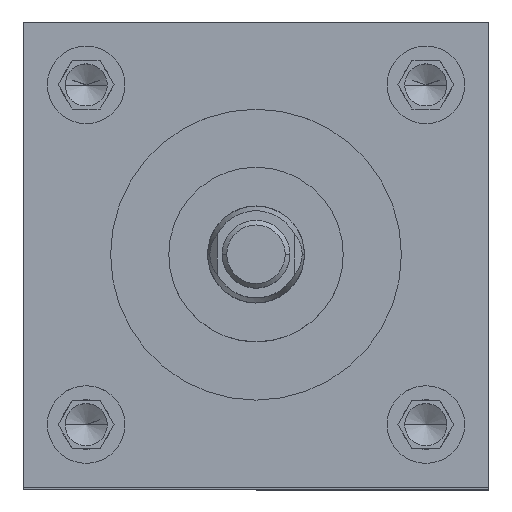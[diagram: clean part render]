
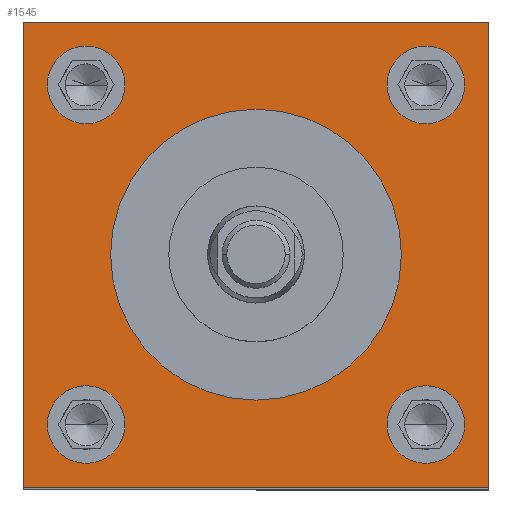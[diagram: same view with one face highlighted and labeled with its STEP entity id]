
A CAD part, top view. The second image highlights one B-rep face of the part: STEP entity #1545.
In plain terms, the highlighted planar face has unit normal (0, 0, 1).
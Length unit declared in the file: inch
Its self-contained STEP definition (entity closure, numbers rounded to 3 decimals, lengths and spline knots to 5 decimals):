
#1 = DIRECTION ( 'NONE',  ( 1., 0., 0. ) ) ;
#51 = CARTESIAN_POINT ( 'NONE',  ( 0., 0., 9.75 ) ) ;
#147 = VERTEX_POINT ( 'NONE', #5619 ) ;
#150 = ORIENTED_EDGE ( 'NONE', *, *, #769, .F. ) ;
#207 = VERTEX_POINT ( 'NONE', #4540 ) ;
#209 = EDGE_CURVE ( 'NONE', #404, #3099, #3816, .T. ) ;
#269 = ORIENTED_EDGE ( 'NONE', *, *, #4751, .F. ) ;
#323 = DIRECTION ( 'NONE',  ( 1., 0., 0. ) ) ;
#360 = CARTESIAN_POINT ( 'NONE',  ( -0.845, 1.095, 9.75 ) ) ;
#374 = LINE ( 'NONE', #6427, #1606 ) ;
#386 = ORIENTED_EDGE ( 'NONE', *, *, #6398, .F. ) ;
#404 = VERTEX_POINT ( 'NONE', #3553 ) ;
#446 = CARTESIAN_POINT ( 'NONE',  ( 0.845, 1.095, 9.75 ) ) ;
#468 = CIRCLE ( 'NONE', #3703, 0.25 ) ;
#491 = FACE_BOUND ( 'NONE', #5989, .T. ) ;
#591 = DIRECTION ( 'NONE',  ( 0., 0., 1. ) ) ;
#609 = AXIS2_PLACEMENT_3D ( 'NONE', #1320, #5757, #6781 ) ;
#623 = CARTESIAN_POINT ( 'NONE',  ( 1.5, 1.5, 9.75 ) ) ;
#675 = AXIS2_PLACEMENT_3D ( 'NONE', #4491, #4457, #1 ) ;
#769 = EDGE_CURVE ( 'NONE', #6471, #2339, #5973, .T. ) ;
#866 = EDGE_CURVE ( 'NONE', #1038, #5472, #1818, .T. ) ;
#915 = CARTESIAN_POINT ( 'NONE',  ( 1.095, 1.095, 9.75 ) ) ;
#975 = FACE_BOUND ( 'NONE', #4617, .T. ) ;
#996 = EDGE_CURVE ( 'NONE', #4027, #6575, #3721, .T. ) ;
#1025 = CARTESIAN_POINT ( 'NONE',  ( -1.5, 1.5, 9.75 ) ) ;
#1038 = VERTEX_POINT ( 'NONE', #4925 ) ;
#1103 = EDGE_CURVE ( 'NONE', #4026, #4019, #4849, .T. ) ;
#1263 = AXIS2_PLACEMENT_3D ( 'NONE', #4316, #3807, #5965 ) ;
#1291 = ORIENTED_EDGE ( 'NONE', *, *, #1974, .F. ) ;
#1320 = CARTESIAN_POINT ( 'NONE',  ( -1.095, -1.095, 9.75 ) ) ;
#1345 = ORIENTED_EDGE ( 'NONE', *, *, #4548, .T. ) ;
#1457 = CARTESIAN_POINT ( 'NONE',  ( 1.5, -1.5, 9.75 ) ) ;
#1545 = ADVANCED_FACE ( 'NONE', ( #2619, #975, #7007, #7042, #491, #3743 ), #5840, .F. ) ;
#1572 = DIRECTION ( 'NONE',  ( 0., 0., 1. ) ) ;
#1606 = VECTOR ( 'NONE', #4244, 39.37008 ) ;
#1688 = CARTESIAN_POINT ( 'NONE',  ( -1.345, -1.095, 9.75 ) ) ;
#1695 = DIRECTION ( 'NONE',  ( 1., 0., 0. ) ) ;
#1818 = CIRCLE ( 'NONE', #3680, 0.25 ) ;
#1819 = ORIENTED_EDGE ( 'NONE', *, *, #1103, .T. ) ;
#1820 = CIRCLE ( 'NONE', #5767, 0.25 ) ;
#1923 = VERTEX_POINT ( 'NONE', #446 ) ;
#1925 = CARTESIAN_POINT ( 'NONE',  ( 1.095, -1.095, 9.75 ) ) ;
#1958 = EDGE_LOOP ( 'NONE', ( #386, #2933 ) ) ;
#1974 = EDGE_CURVE ( 'NONE', #147, #1923, #4571, .T. ) ;
#2126 = DIRECTION ( 'NONE',  ( 1., 0., 0. ) ) ;
#2249 = AXIS2_PLACEMENT_3D ( 'NONE', #915, #3070, #4681 ) ;
#2277 = CARTESIAN_POINT ( 'NONE',  ( -0.845, -1.095, 9.75 ) ) ;
#2287 = VECTOR ( 'NONE', #6525, 39.37008 ) ;
#2339 = VERTEX_POINT ( 'NONE', #3492 ) ;
#2391 = CARTESIAN_POINT ( 'NONE',  ( -1.5, 1.5, 9.75 ) ) ;
#2450 = DIRECTION ( 'NONE',  ( 0., 0., 1. ) ) ;
#2546 = DIRECTION ( 'NONE',  ( 0., 0., -1. ) ) ;
#2562 = ORIENTED_EDGE ( 'NONE', *, *, #5819, .F. ) ;
#2619 = FACE_BOUND ( 'NONE', #4609, .T. ) ;
#2723 = VERTEX_POINT ( 'NONE', #6962 ) ;
#2779 = CARTESIAN_POINT ( 'NONE',  ( 1.5, -1.5, 9.75 ) ) ;
#2840 = ORIENTED_EDGE ( 'NONE', *, *, #4015, .F. ) ;
#2933 = ORIENTED_EDGE ( 'NONE', *, *, #996, .F. ) ;
#2939 = AXIS2_PLACEMENT_3D ( 'NONE', #6367, #6965, #3736 ) ;
#2960 = EDGE_LOOP ( 'NONE', ( #1345, #4088, #6435, #1819 ) ) ;
#3070 = DIRECTION ( 'NONE',  ( 0., 0., 1. ) ) ;
#3099 = VERTEX_POINT ( 'NONE', #1457 ) ;
#3125 = CARTESIAN_POINT ( 'NONE',  ( -1.5, 1.5, 9.75 ) ) ;
#3217 = LINE ( 'NONE', #2779, #2287 ) ;
#3274 = DIRECTION ( 'NONE',  ( 1., 0., 0. ) ) ;
#3492 = CARTESIAN_POINT ( 'NONE',  ( -0.9375, 0., 9.75 ) ) ;
#3526 = ORIENTED_EDGE ( 'NONE', *, *, #866, .F. ) ;
#3553 = CARTESIAN_POINT ( 'NONE',  ( -1.5, -1.5, 9.75 ) ) ;
#3579 = ORIENTED_EDGE ( 'NONE', *, *, #4335, .F. ) ;
#3680 = AXIS2_PLACEMENT_3D ( 'NONE', #5153, #2450, #323 ) ;
#3703 = AXIS2_PLACEMENT_3D ( 'NONE', #4953, #7083, #1695 ) ;
#3721 = CIRCLE ( 'NONE', #609, 0.25 ) ;
#3736 = DIRECTION ( 'NONE',  ( 1., 0., 0. ) ) ;
#3743 = FACE_OUTER_BOUND ( 'NONE', #2960, .T. ) ;
#3807 = DIRECTION ( 'NONE',  ( 0., 0., 1. ) ) ;
#3816 = LINE ( 'NONE', #6756, #4591 ) ;
#3916 = CARTESIAN_POINT ( 'NONE',  ( 0.9375, 0., 9.75 ) ) ;
#4015 = EDGE_CURVE ( 'NONE', #2339, #6471, #5291, .T. ) ;
#4019 = VERTEX_POINT ( 'NONE', #2391 ) ;
#4026 = VERTEX_POINT ( 'NONE', #623 ) ;
#4027 = VERTEX_POINT ( 'NONE', #1688 ) ;
#4088 = ORIENTED_EDGE ( 'NONE', *, *, #209, .T. ) ;
#4120 = DIRECTION ( 'NONE',  ( 0., 0., 1. ) ) ;
#4244 = DIRECTION ( 'NONE',  ( 0., -1., 0. ) ) ;
#4316 = CARTESIAN_POINT ( 'NONE',  ( -1.095, 1.095, 9.75 ) ) ;
#4335 = EDGE_CURVE ( 'NONE', #207, #2723, #468, .T. ) ;
#4457 = DIRECTION ( 'NONE',  ( 0., 0., 1. ) ) ;
#4461 = CIRCLE ( 'NONE', #2249, 0.25 ) ;
#4491 = CARTESIAN_POINT ( 'NONE',  ( 0., 0., 9.75 ) ) ;
#4540 = CARTESIAN_POINT ( 'NONE',  ( 1.345, -1.095, 9.75 ) ) ;
#4548 = EDGE_CURVE ( 'NONE', #4019, #404, #374, .T. ) ;
#4571 = CIRCLE ( 'NONE', #2939, 0.25 ) ;
#4588 = DIRECTION ( 'NONE',  ( 1., 0., 0. ) ) ;
#4591 = VECTOR ( 'NONE', #3274, 39.37008 ) ;
#4609 = EDGE_LOOP ( 'NONE', ( #3579, #2562 ) ) ;
#4617 = EDGE_LOOP ( 'NONE', ( #1291, #4890 ) ) ;
#4681 = DIRECTION ( 'NONE',  ( 1., 0., 0. ) ) ;
#4751 = EDGE_CURVE ( 'NONE', #5472, #1038, #5225, .T. ) ;
#4776 = DIRECTION ( 'NONE',  ( -1., 0., 0. ) ) ;
#4849 = LINE ( 'NONE', #1025, #5912 ) ;
#4890 = ORIENTED_EDGE ( 'NONE', *, *, #6673, .F. ) ;
#4925 = CARTESIAN_POINT ( 'NONE',  ( -1.345, 1.095, 9.75 ) ) ;
#4953 = CARTESIAN_POINT ( 'NONE',  ( 1.095, -1.095, 9.75 ) ) ;
#5153 = CARTESIAN_POINT ( 'NONE',  ( -1.095, 1.095, 9.75 ) ) ;
#5225 = CIRCLE ( 'NONE', #1263, 0.25 ) ;
#5291 = CIRCLE ( 'NONE', #5631, 0.9375 ) ;
#5465 = DIRECTION ( 'NONE',  ( -1., 0., 0. ) ) ;
#5472 = VERTEX_POINT ( 'NONE', #360 ) ;
#5619 = CARTESIAN_POINT ( 'NONE',  ( 1.345, 1.095, 9.75 ) ) ;
#5631 = AXIS2_PLACEMENT_3D ( 'NONE', #51, #591, #4588 ) ;
#5757 = DIRECTION ( 'NONE',  ( 0., 0., 1. ) ) ;
#5767 = AXIS2_PLACEMENT_3D ( 'NONE', #6033, #1572, #2126 ) ;
#5810 = DIRECTION ( 'NONE',  ( 1., 0., 0. ) ) ;
#5812 = EDGE_LOOP ( 'NONE', ( #269, #3526 ) ) ;
#5819 = EDGE_CURVE ( 'NONE', #2723, #207, #6441, .T. ) ;
#5840 = PLANE ( 'NONE',  #7048 ) ;
#5912 = VECTOR ( 'NONE', #5465, 39.37008 ) ;
#5965 = DIRECTION ( 'NONE',  ( 1., 0., 0. ) ) ;
#5973 = CIRCLE ( 'NONE', #675, 0.9375 ) ;
#5989 = EDGE_LOOP ( 'NONE', ( #150, #2840 ) ) ;
#6033 = CARTESIAN_POINT ( 'NONE',  ( -1.095, -1.095, 9.75 ) ) ;
#6367 = CARTESIAN_POINT ( 'NONE',  ( 1.095, 1.095, 9.75 ) ) ;
#6398 = EDGE_CURVE ( 'NONE', #6575, #4027, #1820, .T. ) ;
#6427 = CARTESIAN_POINT ( 'NONE',  ( -1.5, -1.5, 9.75 ) ) ;
#6435 = ORIENTED_EDGE ( 'NONE', *, *, #6443, .T. ) ;
#6441 = CIRCLE ( 'NONE', #6799, 0.25 ) ;
#6443 = EDGE_CURVE ( 'NONE', #3099, #4026, #3217, .T. ) ;
#6471 = VERTEX_POINT ( 'NONE', #3916 ) ;
#6525 = DIRECTION ( 'NONE',  ( 0., 1., 0. ) ) ;
#6575 = VERTEX_POINT ( 'NONE', #2277 ) ;
#6673 = EDGE_CURVE ( 'NONE', #1923, #147, #4461, .T. ) ;
#6756 = CARTESIAN_POINT ( 'NONE',  ( -1.5, -1.5, 9.75 ) ) ;
#6781 = DIRECTION ( 'NONE',  ( 1., 0., 0. ) ) ;
#6799 = AXIS2_PLACEMENT_3D ( 'NONE', #1925, #4120, #5810 ) ;
#6962 = CARTESIAN_POINT ( 'NONE',  ( 0.845, -1.095, 9.75 ) ) ;
#6965 = DIRECTION ( 'NONE',  ( 0., 0., 1. ) ) ;
#7007 = FACE_BOUND ( 'NONE', #1958, .T. ) ;
#7042 = FACE_BOUND ( 'NONE', #5812, .T. ) ;
#7048 = AXIS2_PLACEMENT_3D ( 'NONE', #3125, #2546, #4776 ) ;
#7083 = DIRECTION ( 'NONE',  ( 0., 0., 1. ) ) ;
